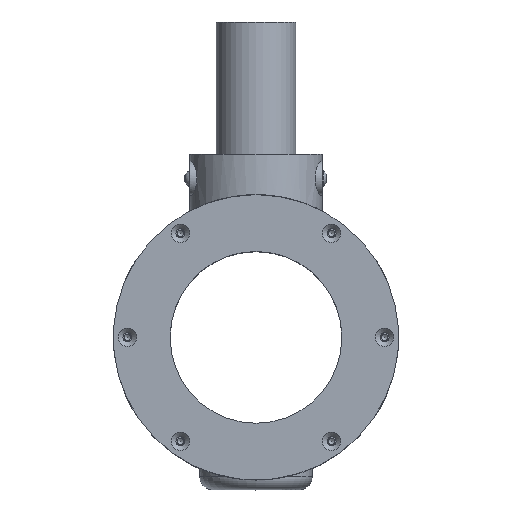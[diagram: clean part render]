
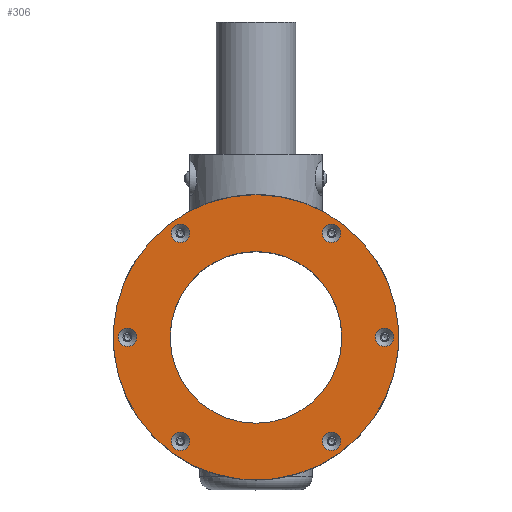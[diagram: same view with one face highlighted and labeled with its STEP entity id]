
A CAD part, top view. The second image highlights one B-rep face of the part: STEP entity #306.
In plain terms, the highlighted planar face has unit normal (0, 0, 1).
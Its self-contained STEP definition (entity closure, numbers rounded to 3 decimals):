
#217 = VERTEX_POINT ( 'NONE', #1583 ) ;
#306 = ADVANCED_FACE ( 'NONE', ( #14864, #17888, #21368, #9366, #16544, #19579, #784, #1234 ), #6329, .F. ) ;
#458 = ORIENTED_EDGE ( 'NONE', *, *, #20427, .F. ) ;
#632 = DIRECTION ( 'NONE',  ( 1., 0., 0. ) ) ;
#784 = FACE_BOUND ( 'NONE', #20565, .T. ) ;
#1039 = EDGE_CURVE ( 'NONE', #2962, #2962, #19338, .T. ) ;
#1113 = DIRECTION ( 'NONE',  ( 0., 0., 1. ) ) ;
#1234 = FACE_BOUND ( 'NONE', #21639, .T. ) ;
#1583 = CARTESIAN_POINT ( 'NONE',  ( 41.859, 93.685, 172.456 ) ) ;
#1672 = EDGE_CURVE ( 'NONE', #15097, #15097, #11150, .T. ) ;
#1694 = VERTEX_POINT ( 'NONE', #15421 ) ;
#2924 = DIRECTION ( 'NONE',  ( 0., 0., 1. ) ) ;
#2962 = VERTEX_POINT ( 'NONE', #4539 ) ;
#3037 = EDGE_CURVE ( 'NONE', #5860, #11453, #16917, .T. ) ;
#3081 = CIRCLE ( 'NONE', #13831, 54. ) ;
#3317 = DIRECTION ( 'NONE',  ( -1., 0., 0. ) ) ;
#3326 = AXIS2_PLACEMENT_3D ( 'NONE', #19423, #4032, #632 ) ;
#4032 = DIRECTION ( 'NONE',  ( 0., 0., 1. ) ) ;
#4253 = EDGE_LOOP ( 'NONE', ( #4641 ) ) ;
#4302 = ORIENTED_EDGE ( 'NONE', *, *, #10524, .T. ) ;
#4444 = AXIS2_PLACEMENT_3D ( 'NONE', #14198, #7472, #5778 ) ;
#4539 = CARTESIAN_POINT ( 'NONE',  ( 119.104, 54.326, 172.456 ) ) ;
#4641 = ORIENTED_EDGE ( 'NONE', *, *, #1039, .F. ) ;
#4975 = CARTESIAN_POINT ( 'NONE',  ( 87.039, 146.345, 172.456 ) ) ;
#5056 = EDGE_CURVE ( 'NONE', #217, #217, #11213, .T. ) ;
#5156 = CARTESIAN_POINT ( 'NONE',  ( 58.443, 54.326, 172.456 ) ) ;
#5778 = DIRECTION ( 'NONE',  ( -1., 0., 0. ) ) ;
#5860 = VERTEX_POINT ( 'NONE', #15082 ) ;
#6039 = CIRCLE ( 'NONE', #11414, 32.5 ) ;
#6062 = CARTESIAN_POINT ( 'NONE',  ( 135.689, 93.685, 172.456 ) ) ;
#6329 = PLANE ( 'NONE',  #6982 ) ;
#6532 = ORIENTED_EDGE ( 'NONE', *, *, #5056, .F. ) ;
#6674 = VERTEX_POINT ( 'NONE', #17328 ) ;
#6855 = EDGE_CURVE ( 'NONE', #6674, #6674, #6039, .T. ) ;
#6982 = AXIS2_PLACEMENT_3D ( 'NONE', #4975, #13384, #11926 ) ;
#7094 = EDGE_LOOP ( 'NONE', ( #10859 ) ) ;
#7426 = EDGE_CURVE ( 'NONE', #1694, #1694, #18573, .T. ) ;
#7472 = DIRECTION ( 'NONE',  ( 0., 0., 1. ) ) ;
#7827 = CARTESIAN_POINT ( 'NONE',  ( 115.634, 133.044, 172.456 ) ) ;
#8127 = CARTESIAN_POINT ( 'NONE',  ( 139.159, 93.685, 172.456 ) ) ;
#8382 = DIRECTION ( 'NONE',  ( -1., 0., 0. ) ) ;
#8448 = DIRECTION ( 'NONE',  ( -1., 0., 0. ) ) ;
#8940 = CARTESIAN_POINT ( 'NONE',  ( 79.971, 40.149, 172.456 ) ) ;
#8942 = CARTESIAN_POINT ( 'NONE',  ( 115.634, 54.326, 172.456 ) ) ;
#8962 = ORIENTED_EDGE ( 'NONE', *, *, #1672, .F. ) ;
#8986 = EDGE_LOOP ( 'NONE', ( #21984, #4302, #17267 ) ) ;
#9366 = FACE_BOUND ( 'NONE', #4253, .T. ) ;
#9719 = VERTEX_POINT ( 'NONE', #14146 ) ;
#9841 = CARTESIAN_POINT ( 'NONE',  ( 87.039, 93.685, 172.456 ) ) ;
#10308 = EDGE_LOOP ( 'NONE', ( #8962 ) ) ;
#10524 = EDGE_CURVE ( 'NONE', #9719, #5860, #10543, .T. ) ;
#10543 = CIRCLE ( 'NONE', #4444, 54. ) ;
#10859 = ORIENTED_EDGE ( 'NONE', *, *, #7426, .F. ) ;
#11150 = CIRCLE ( 'NONE', #21548, 3.47 ) ;
#11213 = CIRCLE ( 'NONE', #3326, 3.47 ) ;
#11414 = AXIS2_PLACEMENT_3D ( 'NONE', #16657, #1113, #8448 ) ;
#11433 = DIRECTION ( 'NONE',  ( 1., 0., 0. ) ) ;
#11453 = VERTEX_POINT ( 'NONE', #8940 ) ;
#11758 = DIRECTION ( 'NONE',  ( 0., 0., 1. ) ) ;
#11926 = DIRECTION ( 'NONE',  ( -1., 0., 0. ) ) ;
#13384 = DIRECTION ( 'NONE',  ( 0., 0., -1. ) ) ;
#13831 = AXIS2_PLACEMENT_3D ( 'NONE', #20291, #11758, #8382 ) ;
#13957 = AXIS2_PLACEMENT_3D ( 'NONE', #8942, #20953, #19281 ) ;
#14146 = CARTESIAN_POINT ( 'NONE',  ( 94.106, 40.149, 172.456 ) ) ;
#14198 = CARTESIAN_POINT ( 'NONE',  ( 87.039, 93.685, 172.456 ) ) ;
#14331 = DIRECTION ( 'NONE',  ( 0., 0., 1. ) ) ;
#14619 = CARTESIAN_POINT ( 'NONE',  ( 61.913, 54.326, 172.456 ) ) ;
#14809 = DIRECTION ( 'NONE',  ( 0., 0., 1. ) ) ;
#14821 = EDGE_LOOP ( 'NONE', ( #17136 ) ) ;
#14864 = FACE_BOUND ( 'NONE', #7094, .T. ) ;
#15082 = CARTESIAN_POINT ( 'NONE',  ( 87.039, 147.685, 172.456 ) ) ;
#15097 = VERTEX_POINT ( 'NONE', #8127 ) ;
#15421 = CARTESIAN_POINT ( 'NONE',  ( 61.913, 133.044, 172.456 ) ) ;
#15442 = ORIENTED_EDGE ( 'NONE', *, *, #19774, .F. ) ;
#15716 = AXIS2_PLACEMENT_3D ( 'NONE', #19752, #14809, #11433 ) ;
#16147 = EDGE_CURVE ( 'NONE', #11453, #9719, #3081, .T. ) ;
#16223 = CIRCLE ( 'NONE', #18003, 3.47 ) ;
#16429 = VERTEX_POINT ( 'NONE', #16642 ) ;
#16544 = FACE_OUTER_BOUND ( 'NONE', #8986, .T. ) ;
#16631 = DIRECTION ( 'NONE',  ( 1., 0., 0. ) ) ;
#16642 = CARTESIAN_POINT ( 'NONE',  ( 119.104, 133.044, 172.456 ) ) ;
#16657 = CARTESIAN_POINT ( 'NONE',  ( 87.039, 93.685, 172.456 ) ) ;
#16807 = EDGE_LOOP ( 'NONE', ( #458 ) ) ;
#16917 = CIRCLE ( 'NONE', #21570, 54. ) ;
#17018 = DIRECTION ( 'NONE',  ( 0., 0., 1. ) ) ;
#17136 = ORIENTED_EDGE ( 'NONE', *, *, #6855, .F. ) ;
#17267 = ORIENTED_EDGE ( 'NONE', *, *, #3037, .T. ) ;
#17328 = CARTESIAN_POINT ( 'NONE',  ( 54.539, 93.685, 172.456 ) ) ;
#17888 = FACE_BOUND ( 'NONE', #16807, .T. ) ;
#18003 = AXIS2_PLACEMENT_3D ( 'NONE', #7827, #14331, #21294 ) ;
#18210 = VERTEX_POINT ( 'NONE', #14619 ) ;
#18390 = CIRCLE ( 'NONE', #21970, 3.47 ) ;
#18573 = CIRCLE ( 'NONE', #15716, 3.47 ) ;
#19281 = DIRECTION ( 'NONE',  ( 1., 0., 0. ) ) ;
#19338 = CIRCLE ( 'NONE', #13957, 3.47 ) ;
#19423 = CARTESIAN_POINT ( 'NONE',  ( 38.389, 93.685, 172.456 ) ) ;
#19579 = FACE_BOUND ( 'NONE', #14821, .T. ) ;
#19752 = CARTESIAN_POINT ( 'NONE',  ( 58.443, 133.044, 172.456 ) ) ;
#19774 = EDGE_CURVE ( 'NONE', #16429, #16429, #16223, .T. ) ;
#20291 = CARTESIAN_POINT ( 'NONE',  ( 87.039, 93.685, 172.456 ) ) ;
#20427 = EDGE_CURVE ( 'NONE', #18210, #18210, #18390, .T. ) ;
#20565 = EDGE_LOOP ( 'NONE', ( #15442 ) ) ;
#20953 = DIRECTION ( 'NONE',  ( 0., 0., 1. ) ) ;
#21201 = DIRECTION ( 'NONE',  ( 0., 0., 1. ) ) ;
#21294 = DIRECTION ( 'NONE',  ( 1., 0., 0. ) ) ;
#21368 = FACE_BOUND ( 'NONE', #10308, .T. ) ;
#21433 = DIRECTION ( 'NONE',  ( 1., 0., 0. ) ) ;
#21548 = AXIS2_PLACEMENT_3D ( 'NONE', #6062, #21201, #21433 ) ;
#21570 = AXIS2_PLACEMENT_3D ( 'NONE', #9841, #17018, #3317 ) ;
#21639 = EDGE_LOOP ( 'NONE', ( #6532 ) ) ;
#21970 = AXIS2_PLACEMENT_3D ( 'NONE', #5156, #2924, #16631 ) ;
#21984 = ORIENTED_EDGE ( 'NONE', *, *, #16147, .T. ) ;
